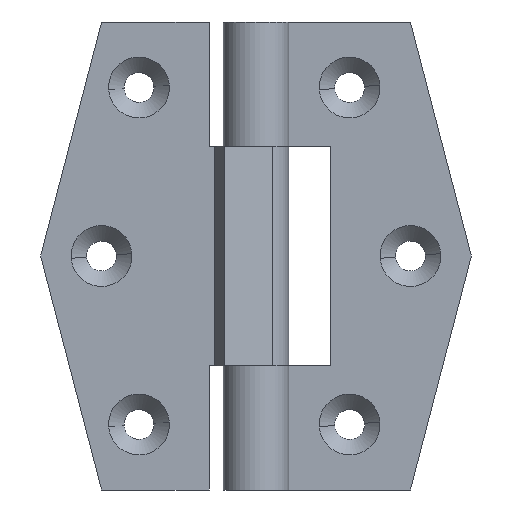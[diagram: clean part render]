
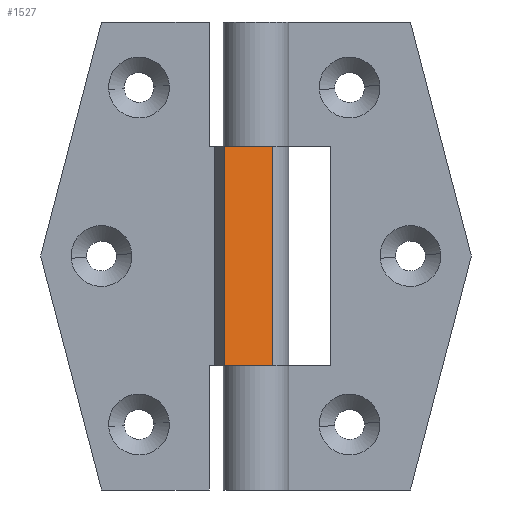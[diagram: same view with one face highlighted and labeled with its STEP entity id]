
A CAD part, front view. The second image highlights one B-rep face of the part: STEP entity #1527.
In plain terms, the highlighted free-form (B-spline) face has degree [1, 1] with [2, 2] control points.
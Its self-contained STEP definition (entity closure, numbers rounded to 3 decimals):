
#1300=CARTESIAN_POINT('',(1.75,-3.031,13.25));
#1301=VERTEX_POINT('',#1300);
#1317=CARTESIAN_POINT('',(-3.392,-6.0,13.25));
#1318=VERTEX_POINT('',#1317);
#1319=CARTESIAN_POINT('',(1.75,-3.031,13.25));
#1320=CARTESIAN_POINT('',(-3.392,-6.0,13.25));
#1321=QUASI_UNIFORM_CURVE('',1,(#1319,#1320),.UNSPECIFIED.,.F.,.U.);
#1322=EDGE_CURVE('',#1301,#1318,#1321,.T.);
#1408=CARTESIAN_POINT('',(-3.392,-6.0,36.75));
#1409=VERTEX_POINT('',#1408);
#1415=CARTESIAN_POINT('',(1.75,-3.031,36.75));
#1416=VERTEX_POINT('',#1415);
#1417=CARTESIAN_POINT('',(1.75,-3.031,36.75));
#1418=CARTESIAN_POINT('',(-3.392,-6.0,36.75));
#1419=QUASI_UNIFORM_CURVE('',1,(#1417,#1418),.UNSPECIFIED.,.F.,.U.);
#1420=EDGE_CURVE('',#1416,#1409,#1419,.T.);
#1502=CARTESIAN_POINT('',(-3.392,-6.0,36.75));
#1503=CARTESIAN_POINT('',(-3.392,-6.0,13.25));
#1504=QUASI_UNIFORM_CURVE('',1,(#1502,#1503),.UNSPECIFIED.,.F.,.U.);
#1505=EDGE_CURVE('',#1409,#1318,#1504,.T.);
#1512=CARTESIAN_POINT('',(-3.649,-6.148,12.076));
#1513=CARTESIAN_POINT('',(2.007,-2.883,12.076));
#1514=CARTESIAN_POINT('',(-3.649,-6.148,37.924));
#1515=CARTESIAN_POINT('',(2.007,-2.883,37.924));
#1516=B_SPLINE_SURFACE_WITH_KNOTS('',1,1,((#1512,#1514),(#1513,#1515)),.UNSPECIFIED.,.F.,.F.,.U.,(2,2),(2,2),(0.0,6.531),(0.0,25.848),.UNSPECIFIED.);
#1517=ORIENTED_EDGE('',*,*,#1322,.F.);
#1518=CARTESIAN_POINT('',(1.75,-3.031,36.75));
#1519=CARTESIAN_POINT('',(1.75,-3.031,13.25));
#1520=QUASI_UNIFORM_CURVE('',1,(#1518,#1519),.UNSPECIFIED.,.F.,.U.);
#1521=EDGE_CURVE('',#1416,#1301,#1520,.T.);
#1522=ORIENTED_EDGE('',*,*,#1521,.F.);
#1523=ORIENTED_EDGE('',*,*,#1420,.T.);
#1524=ORIENTED_EDGE('',*,*,#1505,.T.);
#1525=EDGE_LOOP('',(#1517,#1522,#1523,#1524));
#1526=FACE_OUTER_BOUND('',#1525,.T.);
#1527=ADVANCED_FACE('',(#1526),#1516,.T.);
